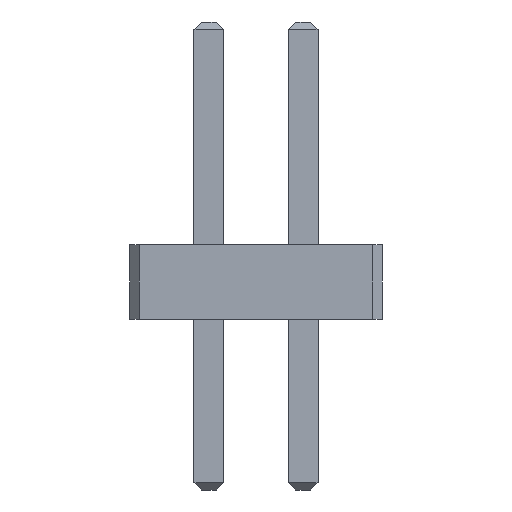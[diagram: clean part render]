
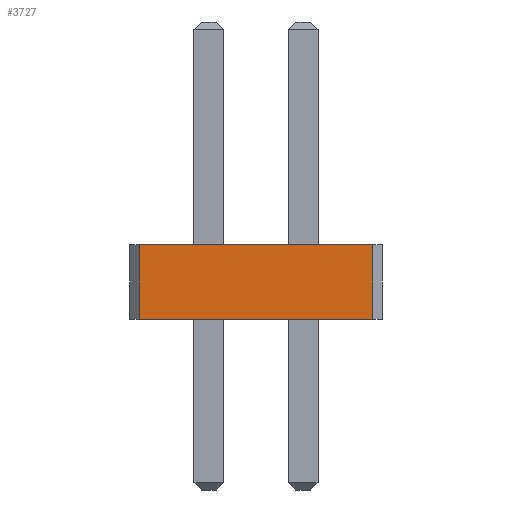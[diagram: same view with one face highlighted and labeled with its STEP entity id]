
A CAD part, front view. The second image highlights one B-rep face of the part: STEP entity #3727.
In plain terms, the highlighted planar face has unit normal (0, -1, 0).
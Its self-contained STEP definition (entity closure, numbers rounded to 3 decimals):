
#335 = VERTEX_POINT('',#336);
#336 = CARTESIAN_POINT('',(2.208,-13.335,0.));
#342 = EDGE_CURVE('',#343,#335,#345,.T.);
#343 = VERTEX_POINT('',#344);
#344 = CARTESIAN_POINT('',(-0.938,-13.335,0.));
#345 = LINE('',#346,#347);
#346 = CARTESIAN_POINT('',(-1.065,-13.335,0.));
#347 = VECTOR('',#348,1.);
#348 = DIRECTION('',(1.,0.,0.));
#1651 = VERTEX_POINT('',#1652);
#1652 = CARTESIAN_POINT('',(-0.938,-13.335,1.));
#1658 = EDGE_CURVE('',#1651,#1659,#1661,.T.);
#1659 = VERTEX_POINT('',#1660);
#1660 = CARTESIAN_POINT('',(2.208,-13.335,1.));
#1661 = LINE('',#1662,#1663);
#1662 = CARTESIAN_POINT('',(-1.065,-13.335,1.));
#1663 = VECTOR('',#1664,1.);
#1664 = DIRECTION('',(1.,0.,0.));
#3717 = EDGE_CURVE('',#343,#1651,#3718,.T.);
#3718 = LINE('',#3719,#3720);
#3719 = CARTESIAN_POINT('',(-0.938,-13.335,0.));
#3720 = VECTOR('',#3721,1.);
#3721 = DIRECTION('',(0.,0.,1.));
#3727 = ADVANCED_FACE('',(#3728),#3739,.F.);
#3728 = FACE_BOUND('',#3729,.F.);
#3729 = EDGE_LOOP('',(#3730,#3731,#3732,#3733));
#3730 = ORIENTED_EDGE('',*,*,#342,.F.);
#3731 = ORIENTED_EDGE('',*,*,#3717,.T.);
#3732 = ORIENTED_EDGE('',*,*,#1658,.T.);
#3733 = ORIENTED_EDGE('',*,*,#3734,.F.);
#3734 = EDGE_CURVE('',#335,#1659,#3735,.T.);
#3735 = LINE('',#3736,#3737);
#3736 = CARTESIAN_POINT('',(2.208,-13.335,0.));
#3737 = VECTOR('',#3738,1.);
#3738 = DIRECTION('',(0.,0.,1.));
#3739 = PLANE('',#3740);
#3740 = AXIS2_PLACEMENT_3D('',#3741,#3742,#3743);
#3741 = CARTESIAN_POINT('',(-1.065,-13.335,0.));
#3742 = DIRECTION('',(0.,1.,0.));
#3743 = DIRECTION('',(1.,0.,0.));
